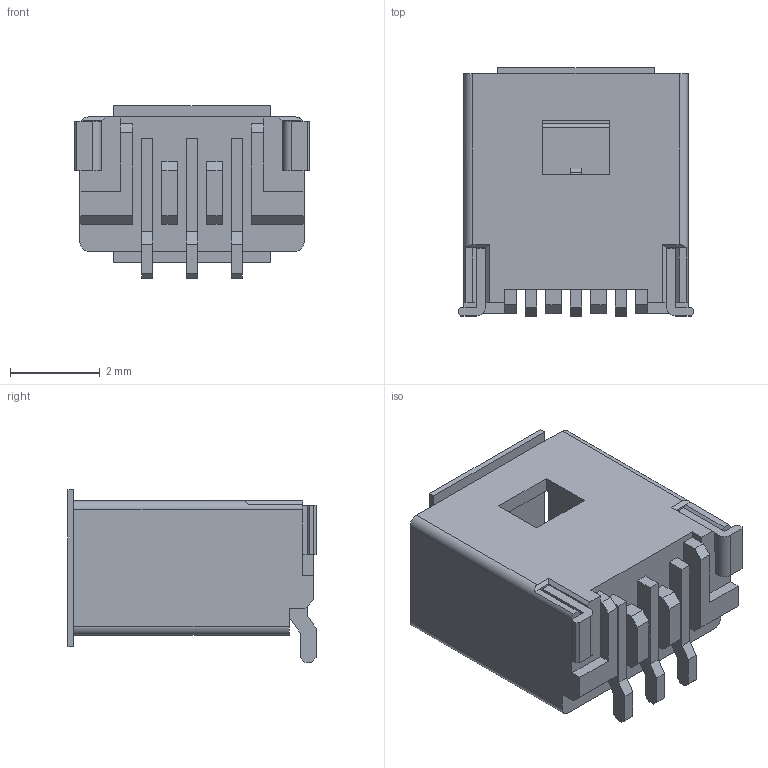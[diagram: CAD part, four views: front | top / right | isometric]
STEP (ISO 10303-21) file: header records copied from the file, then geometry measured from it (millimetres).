
FILE_DESCRIPTION((''),'2;1');
FILE_NAME('5013310307','2017-07-18T',('ksrinivasara'),(''),'PRO/ENGINEER BY PARAMETRIC TECHNOLOGY CORPORATION, 2012310','PRO/ENGINEER BY PARAMETRIC TECHNOLOGY CORPORATION, 2012310','');
FILE_SCHEMA(('CONFIG_CONTROL_DESIGN'));
Length unit declared in the file: millimetre
Products named in the file (1): 5013310307
Bounding box: 5.24 x 5.54 x 3.85 mm (x, y, z)
Volume: 44.6 mm3; surface area: 219.5 mm2
Topology: 2 solids, 2 shells, 172 faces, 489 edges, 330 vertices
Faces by surface type: plane 160, cylinder 12
Entity records: 5509 total; most frequent: CARTESIAN_POINT 978, ORIENTED_EDGE 938, DIRECTION 857, EDGE_CURVE 469, VECTOR 463, LINE 463, VERTEX_POINT 310, AXIS2_PLACEMENT_3D 197
